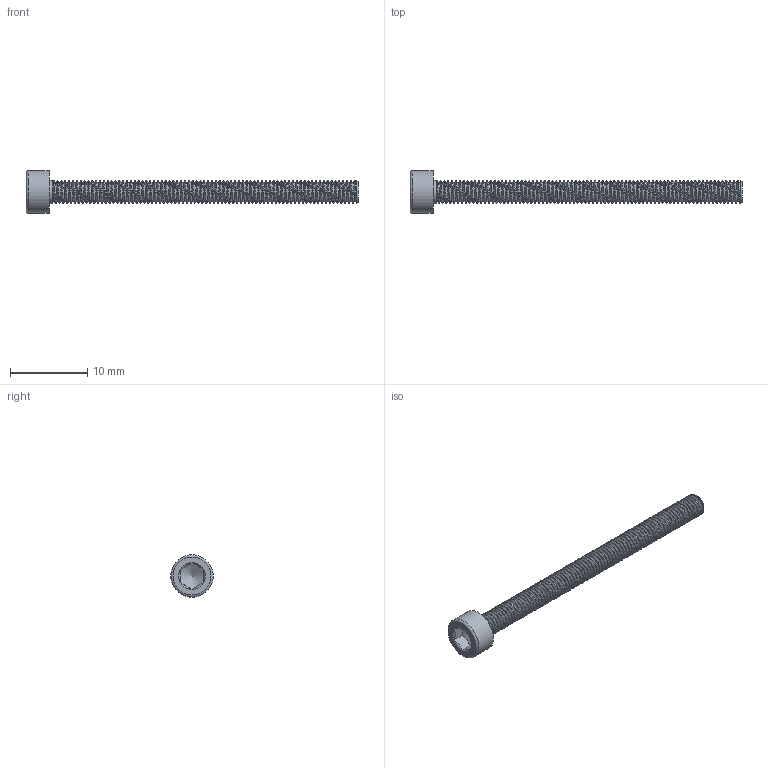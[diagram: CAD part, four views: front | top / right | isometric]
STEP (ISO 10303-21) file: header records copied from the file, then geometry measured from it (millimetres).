
FILE_DESCRIPTION(/* description */ (''),/* implementation_level */ '2;1');
FILE_NAME(/* name */ 'DIN_912-M3x40 .step',/* time_stamp */ '2020-10-29T17:39:27+00:00',/* author */ (''),/* organization */ (''),/* preprocessor_version */ 'ST-DEVELOPER v18.1',/* originating_system */ 'Autodesk Translation Framework v9.3.0.1241',/* authorisation */ '');
FILE_SCHEMA (('AUTOMOTIVE_DESIGN { 1 0 10303 214 3 1 1 }'));
Length unit declared in the file: millimetre
Products named in the file (1): DIN_912-M3x40
Bounding box: 43 x 5.5 x 5.5 mm (x, y, z)
Volume: 274.8 mm3; surface area: 661.6 mm2
Topology: 1 solids, 1 shells, 185 faces, 529 edges, 347 vertices
Faces by surface type: cylinder 161, plane 11, cone 9, bspline 2, torus 2
Full cylindrical faces by diameter (mm): 2.356 x32, 2.927 x54, 5.5 x1
Entity records: 14531 total; most frequent: CARTESIAN_POINT 10340, ORIENTED_EDGE 1056, DIRECTION 582, EDGE_CURVE 528, VERTEX_POINT 347, B_SPLINE_CURVE_WITH_KNOTS 324, AXIS2_PLACEMENT_3D 207, EDGE_LOOP 187
